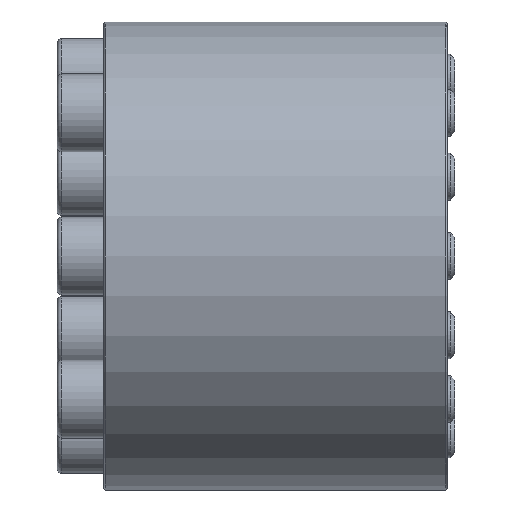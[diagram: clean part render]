
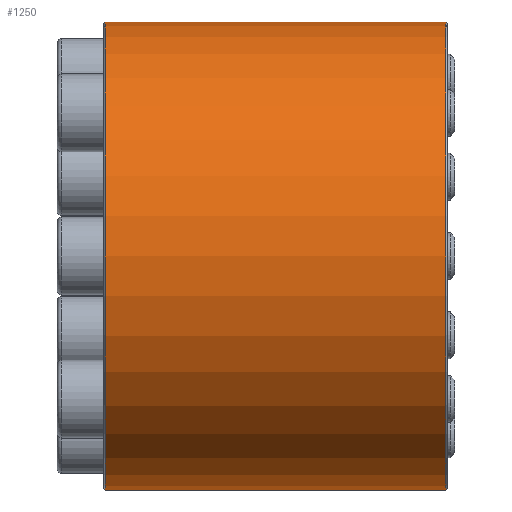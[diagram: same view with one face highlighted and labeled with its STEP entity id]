
A CAD part, front view. The second image highlights one B-rep face of the part: STEP entity #1250.
In plain terms, the highlighted cylindrical face has radius 30 mm (diameter 60 mm), a partial arc.
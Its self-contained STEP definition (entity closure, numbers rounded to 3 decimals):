
#28=CYLINDRICAL_SURFACE('',#1461,30.);
#117=CIRCLE('',#1460,30.);
#118=CIRCLE('',#1462,30.);
#236=ORIENTED_EDGE('',*,*,#527,.F.);
#237=ORIENTED_EDGE('',*,*,#528,.T.);
#238=ORIENTED_EDGE('',*,*,#529,.T.);
#239=ORIENTED_EDGE('',*,*,#525,.F.);
#525=EDGE_CURVE('',#667,#668,#117,.T.);
#527=EDGE_CURVE('',#669,#667,#772,.T.);
#528=EDGE_CURVE('',#669,#670,#118,.T.);
#529=EDGE_CURVE('',#670,#668,#773,.T.);
#667=VERTEX_POINT('',#2139);
#668=VERTEX_POINT('',#2141);
#669=VERTEX_POINT('',#2148);
#670=VERTEX_POINT('',#2150);
#772=LINE('',#2147,#814);
#773=LINE('',#2151,#815);
#814=VECTOR('',#1698,1000.);
#815=VECTOR('',#1701,1000.);
#868=EDGE_LOOP('',(#236,#237,#238,#239));
#1054=FACE_BOUND('',#868,.T.);
#1250=ADVANCED_FACE('',(#1054),#28,.T.);
#1460=AXIS2_PLACEMENT_3D('',#2140,#1694,#1695);
#1461=AXIS2_PLACEMENT_3D('',#2146,#1696,#1697);
#1462=AXIS2_PLACEMENT_3D('',#2149,#1699,#1700);
#1694=DIRECTION('',(1.,0.,0.));
#1695=DIRECTION('',(0.,0.,-1.));
#1696=DIRECTION('',(1.,0.,0.));
#1697=DIRECTION('',(0.,0.,-1.));
#1698=DIRECTION('',(1.,0.,0.));
#1699=DIRECTION('',(1.,0.,0.));
#1700=DIRECTION('',(0.,0.,-1.));
#1701=DIRECTION('',(1.,0.,0.));
#2139=CARTESIAN_POINT('',(21.8,29.994,0.6));
#2140=CARTESIAN_POINT('',(21.8,0.,0.));
#2141=CARTESIAN_POINT('',(21.8,29.994,-0.6));
#2146=CARTESIAN_POINT('',(4.4,0.,0.));
#2147=CARTESIAN_POINT('',(4.4,29.994,0.6));
#2148=CARTESIAN_POINT('',(-21.8,29.994,0.6));
#2149=CARTESIAN_POINT('',(-21.8,0.,0.));
#2150=CARTESIAN_POINT('',(-21.8,29.994,-0.6));
#2151=CARTESIAN_POINT('',(4.4,29.994,-0.6));
